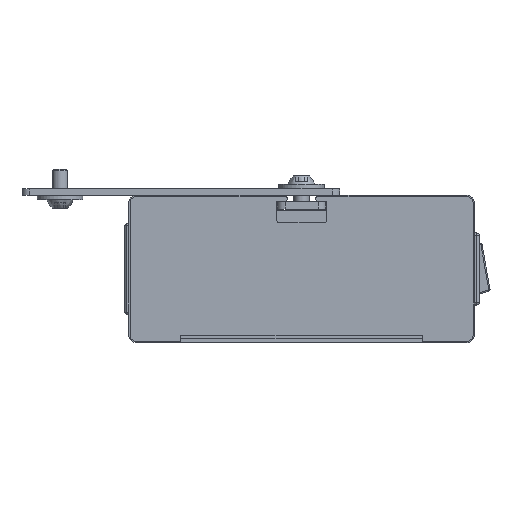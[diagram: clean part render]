
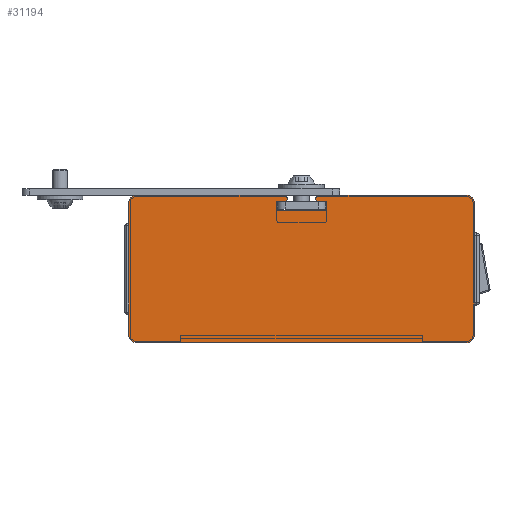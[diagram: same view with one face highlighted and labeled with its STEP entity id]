
A CAD part, left-side view. The second image highlights one B-rep face of the part: STEP entity #31194.
In plain terms, the highlighted planar face has unit normal (-1, 0, 0).
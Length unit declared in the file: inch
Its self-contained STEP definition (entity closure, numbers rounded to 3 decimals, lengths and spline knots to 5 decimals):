
#893=PLANE('',#33299);
#2309=LINE('',#43310,#6426);
#2314=LINE('',#43323,#6431);
#2318=LINE('',#43335,#6435);
#2322=LINE('',#43347,#6439);
#2326=LINE('',#43359,#6443);
#2330=LINE('',#43371,#6447);
#2334=LINE('',#43383,#6451);
#2338=LINE('',#43395,#6455);
#2342=LINE('',#43407,#6459);
#2346=LINE('',#43419,#6463);
#2350=LINE('',#43431,#6467);
#2354=LINE('',#43443,#6471);
#6426=VECTOR('',#35316,1.);
#6431=VECTOR('',#35329,1.);
#6435=VECTOR('',#35341,1.);
#6439=VECTOR('',#35353,1.);
#6443=VECTOR('',#35365,1.);
#6447=VECTOR('',#35377,1.);
#6451=VECTOR('',#35389,1.);
#6455=VECTOR('',#35401,1.);
#6459=VECTOR('',#35413,1.);
#6463=VECTOR('',#35425,1.);
#6467=VECTOR('',#35437,1.);
#6471=VECTOR('',#35449,1.);
#10710=FACE_OUTER_BOUND('',#12301,.T.);
#12301=EDGE_LOOP('',(#22439,#22440,#22441,#22442,#22443,#22444,#22445,#22446,
#22447,#22448,#22449,#22450,#22451,#22452,#22453,#22454,#22455,#22456,#22457,
#22458,#22459,#22460,#22461,#22462));
#14486=CIRCLE('',#33253,0.00787);
#14488=CIRCLE('',#33257,0.00787);
#14490=CIRCLE('',#33261,0.00787);
#14492=CIRCLE('',#33265,0.00787);
#14494=CIRCLE('',#33269,0.02953);
#14496=CIRCLE('',#33273,0.02953);
#14498=CIRCLE('',#33277,0.11811);
#14500=CIRCLE('',#33281,0.11811);
#14502=CIRCLE('',#33285,0.11811);
#14504=CIRCLE('',#33289,0.11811);
#14506=CIRCLE('',#33293,0.02953);
#14508=CIRCLE('',#33297,0.02953);
#14810=VERTEX_POINT('',#43307);
#14811=VERTEX_POINT('',#43309);
#14813=VERTEX_POINT('',#43315);
#14815=VERTEX_POINT('',#43321);
#14817=VERTEX_POINT('',#43327);
#14819=VERTEX_POINT('',#43333);
#14821=VERTEX_POINT('',#43339);
#14823=VERTEX_POINT('',#43345);
#14825=VERTEX_POINT('',#43351);
#14827=VERTEX_POINT('',#43357);
#14829=VERTEX_POINT('',#43363);
#14831=VERTEX_POINT('',#43369);
#14833=VERTEX_POINT('',#43375);
#14835=VERTEX_POINT('',#43381);
#14837=VERTEX_POINT('',#43387);
#14839=VERTEX_POINT('',#43393);
#14841=VERTEX_POINT('',#43399);
#14843=VERTEX_POINT('',#43405);
#14845=VERTEX_POINT('',#43411);
#14847=VERTEX_POINT('',#43417);
#14849=VERTEX_POINT('',#43423);
#14851=VERTEX_POINT('',#43429);
#14853=VERTEX_POINT('',#43435);
#14855=VERTEX_POINT('',#43441);
#17787=EDGE_CURVE('',#14810,#14811,#2309,.T.);
#17791=EDGE_CURVE('',#14810,#14813,#14486,.T.);
#17794=EDGE_CURVE('',#14813,#14815,#2314,.T.);
#17797=EDGE_CURVE('',#14815,#14817,#14488,.T.);
#17800=EDGE_CURVE('',#14817,#14819,#2318,.T.);
#17803=EDGE_CURVE('',#14819,#14821,#14490,.T.);
#17806=EDGE_CURVE('',#14823,#14821,#2322,.T.);
#17809=EDGE_CURVE('',#14823,#14825,#14492,.T.);
#17812=EDGE_CURVE('',#14825,#14827,#2326,.T.);
#17815=EDGE_CURVE('',#14829,#14827,#14494,.T.);
#17818=EDGE_CURVE('',#14831,#14829,#2330,.T.);
#17821=EDGE_CURVE('',#14833,#14831,#14496,.T.);
#17824=EDGE_CURVE('',#14833,#14835,#2334,.T.);
#17827=EDGE_CURVE('',#14837,#14835,#14498,.T.);
#17830=EDGE_CURVE('',#14837,#14839,#2338,.T.);
#17833=EDGE_CURVE('',#14841,#14839,#14500,.T.);
#17836=EDGE_CURVE('',#14841,#14843,#2342,.T.);
#17839=EDGE_CURVE('',#14845,#14843,#14502,.T.);
#17842=EDGE_CURVE('',#14845,#14847,#2346,.T.);
#17845=EDGE_CURVE('',#14849,#14847,#14504,.T.);
#17848=EDGE_CURVE('',#14849,#14851,#2350,.T.);
#17851=EDGE_CURVE('',#14853,#14851,#14506,.T.);
#17854=EDGE_CURVE('',#14853,#14855,#2354,.T.);
#17856=EDGE_CURVE('',#14811,#14855,#14508,.T.);
#22439=ORIENTED_EDGE('',*,*,#17856,.F.);
#22440=ORIENTED_EDGE('',*,*,#17787,.F.);
#22441=ORIENTED_EDGE('',*,*,#17791,.T.);
#22442=ORIENTED_EDGE('',*,*,#17794,.T.);
#22443=ORIENTED_EDGE('',*,*,#17797,.T.);
#22444=ORIENTED_EDGE('',*,*,#17800,.T.);
#22445=ORIENTED_EDGE('',*,*,#17803,.T.);
#22446=ORIENTED_EDGE('',*,*,#17806,.F.);
#22447=ORIENTED_EDGE('',*,*,#17809,.T.);
#22448=ORIENTED_EDGE('',*,*,#17812,.T.);
#22449=ORIENTED_EDGE('',*,*,#17815,.F.);
#22450=ORIENTED_EDGE('',*,*,#17818,.F.);
#22451=ORIENTED_EDGE('',*,*,#17821,.F.);
#22452=ORIENTED_EDGE('',*,*,#17824,.T.);
#22453=ORIENTED_EDGE('',*,*,#17827,.F.);
#22454=ORIENTED_EDGE('',*,*,#17830,.T.);
#22455=ORIENTED_EDGE('',*,*,#17833,.F.);
#22456=ORIENTED_EDGE('',*,*,#17836,.T.);
#22457=ORIENTED_EDGE('',*,*,#17839,.F.);
#22458=ORIENTED_EDGE('',*,*,#17842,.T.);
#22459=ORIENTED_EDGE('',*,*,#17845,.F.);
#22460=ORIENTED_EDGE('',*,*,#17848,.T.);
#22461=ORIENTED_EDGE('',*,*,#17851,.F.);
#22462=ORIENTED_EDGE('',*,*,#17854,.T.);
#31194=ADVANCED_FACE('',(#10710),#893,.F.);
#33253=AXIS2_PLACEMENT_3D('',#43317,#35323,#35324);
#33257=AXIS2_PLACEMENT_3D('',#43329,#35335,#35336);
#33261=AXIS2_PLACEMENT_3D('',#43341,#35347,#35348);
#33265=AXIS2_PLACEMENT_3D('',#43353,#35359,#35360);
#33269=AXIS2_PLACEMENT_3D('',#43365,#35371,#35372);
#33273=AXIS2_PLACEMENT_3D('',#43377,#35383,#35384);
#33277=AXIS2_PLACEMENT_3D('',#43389,#35395,#35396);
#33281=AXIS2_PLACEMENT_3D('',#43401,#35407,#35408);
#33285=AXIS2_PLACEMENT_3D('',#43413,#35419,#35420);
#33289=AXIS2_PLACEMENT_3D('',#43425,#35431,#35432);
#33293=AXIS2_PLACEMENT_3D('',#43437,#35443,#35444);
#33297=AXIS2_PLACEMENT_3D('',#43446,#35454,#35455);
#33299=AXIS2_PLACEMENT_3D('',#43448,#35458,#35459);
#35316=DIRECTION('',(0.,1.,0.));
#35323=DIRECTION('center_axis',(1.,0.,0.));
#35324=DIRECTION('ref_axis',(0.,1.,0.));
#35329=DIRECTION('',(0.,0.,-1.));
#35335=DIRECTION('center_axis',(1.,0.,0.));
#35336=DIRECTION('ref_axis',(0.,1.,0.));
#35341=DIRECTION('',(0.,1.,0.));
#35347=DIRECTION('center_axis',(1.,0.,0.));
#35348=DIRECTION('ref_axis',(0.,1.,0.));
#35353=DIRECTION('',(0.,0.,-1.));
#35359=DIRECTION('center_axis',(1.,0.,0.));
#35360=DIRECTION('ref_axis',(0.,1.,0.));
#35365=DIRECTION('',(0.,-1.,0.));
#35371=DIRECTION('center_axis',(1.,0.,0.));
#35372=DIRECTION('ref_axis',(0.,1.,0.));
#35377=DIRECTION('',(0.,0.,-1.));
#35383=DIRECTION('center_axis',(1.,0.,0.));
#35384=DIRECTION('ref_axis',(0.,1.,0.));
#35389=DIRECTION('',(0.,1.,0.));
#35395=DIRECTION('center_axis',(1.,0.,0.));
#35396=DIRECTION('ref_axis',(0.,1.,0.));
#35401=DIRECTION('',(0.,0.,-1.));
#35407=DIRECTION('center_axis',(1.,0.,0.));
#35408=DIRECTION('ref_axis',(0.,1.,0.));
#35413=DIRECTION('',(0.,-1.,0.));
#35419=DIRECTION('center_axis',(1.,0.,0.));
#35420=DIRECTION('ref_axis',(0.,1.,0.));
#35425=DIRECTION('',(0.,0.,1.));
#35431=DIRECTION('center_axis',(1.,0.,0.));
#35432=DIRECTION('ref_axis',(0.,1.,0.));
#35437=DIRECTION('',(0.,1.,0.));
#35443=DIRECTION('center_axis',(1.,0.,0.));
#35444=DIRECTION('ref_axis',(0.,1.,0.));
#35449=DIRECTION('',(0.,0.,-1.));
#35454=DIRECTION('center_axis',(1.,0.,0.));
#35455=DIRECTION('ref_axis',(0.,1.,0.));
#35458=DIRECTION('center_axis',(1.,0.,0.));
#35459=DIRECTION('ref_axis',(0.,1.,0.));
#43307=CARTESIAN_POINT('',(0.,-0.37992,2.18898));
#43309=CARTESIAN_POINT('',(0.,-0.25197,2.18898));
#43310=CARTESIAN_POINT('',(0.,-0.37992,2.18898));
#43315=CARTESIAN_POINT('',(0.,-0.3878,2.1811));
#43317=CARTESIAN_POINT('Origin',(0.,-0.37992,2.1811));
#43321=CARTESIAN_POINT('',(0.,-0.3878,2.05118));
#43323=CARTESIAN_POINT('',(0.,-0.3878,2.1811));
#43327=CARTESIAN_POINT('',(0.,-0.37992,2.04331));
#43329=CARTESIAN_POINT('Origin',(0.,-0.37992,2.05118));
#43333=CARTESIAN_POINT('',(0.,0.37992,2.04331));
#43335=CARTESIAN_POINT('',(0.,-0.37992,2.04331));
#43339=CARTESIAN_POINT('',(0.,0.3878,2.05118));
#43341=CARTESIAN_POINT('Origin',(0.,0.37992,2.05118));
#43345=CARTESIAN_POINT('',(0.,0.3878,2.1811));
#43347=CARTESIAN_POINT('',(0.,0.3878,2.1811));
#43351=CARTESIAN_POINT('',(0.,0.37992,2.18898));
#43353=CARTESIAN_POINT('Origin',(0.,0.37992,2.1811));
#43357=CARTESIAN_POINT('',(0.,0.25197,2.18898));
#43359=CARTESIAN_POINT('',(0.,0.37992,2.18898));
#43363=CARTESIAN_POINT('',(0.,0.22244,2.2185));
#43365=CARTESIAN_POINT('Origin',(0.,0.25197,2.2185));
#43369=CARTESIAN_POINT('',(0.,0.22244,2.25394));
#43371=CARTESIAN_POINT('',(0.,0.22244,2.25394));
#43375=CARTESIAN_POINT('',(0.,0.25197,2.28346));
#43377=CARTESIAN_POINT('Origin',(0.,0.25197,2.25394));
#43381=CARTESIAN_POINT('',(0.,2.55906,2.28346));
#43383=CARTESIAN_POINT('',(0.,0.25197,2.28346));
#43387=CARTESIAN_POINT('',(0.,2.67717,2.16535));
#43389=CARTESIAN_POINT('Origin',(0.,2.55906,2.16535));
#43393=CARTESIAN_POINT('',(0.,2.67717,0.11811));
#43395=CARTESIAN_POINT('',(0.,2.67717,2.16535));
#43399=CARTESIAN_POINT('',(0.,2.55906,0.));
#43401=CARTESIAN_POINT('Origin',(0.,2.55906,0.11811));
#43405=CARTESIAN_POINT('',(0.,-2.55906,0.));
#43407=CARTESIAN_POINT('',(0.,2.55906,0.));
#43411=CARTESIAN_POINT('',(0.,-2.67717,0.11811));
#43413=CARTESIAN_POINT('Origin',(0.,-2.55906,0.11811));
#43417=CARTESIAN_POINT('',(0.,-2.67717,2.16535));
#43419=CARTESIAN_POINT('',(0.,-2.67717,0.11811));
#43423=CARTESIAN_POINT('',(0.,-2.55906,2.28346));
#43425=CARTESIAN_POINT('Origin',(0.,-2.55906,2.16535));
#43429=CARTESIAN_POINT('',(0.,-0.25197,2.28346));
#43431=CARTESIAN_POINT('',(0.,-2.55906,2.28346));
#43435=CARTESIAN_POINT('',(0.,-0.22244,2.25394));
#43437=CARTESIAN_POINT('Origin',(0.,-0.25197,2.25394));
#43441=CARTESIAN_POINT('',(0.,-0.22244,2.2185));
#43443=CARTESIAN_POINT('',(0.,-0.22244,2.25394));
#43446=CARTESIAN_POINT('Origin',(0.,-0.25197,2.2185));
#43448=CARTESIAN_POINT('Origin',(0.,0.,1.20116));
